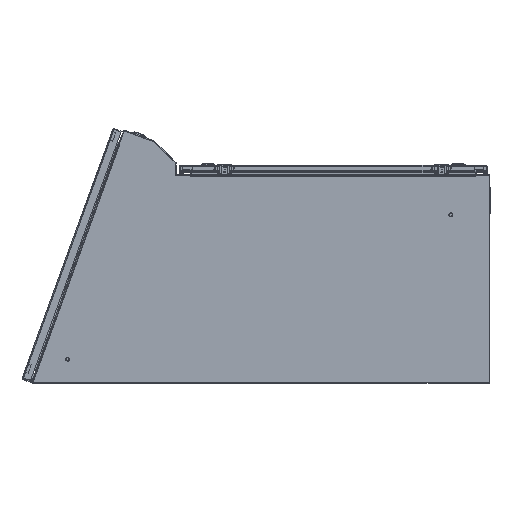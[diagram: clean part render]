
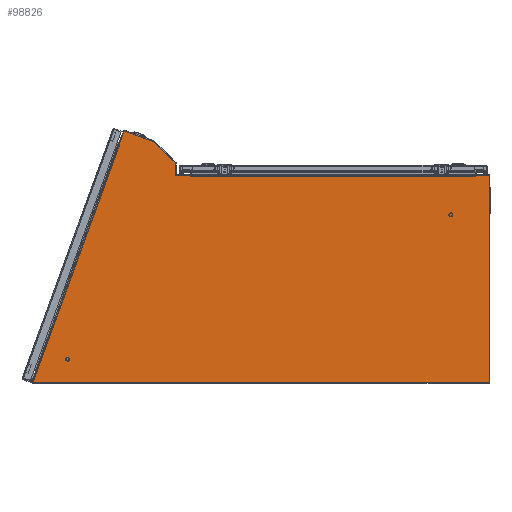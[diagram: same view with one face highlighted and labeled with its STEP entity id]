
A CAD part, left-side view. The second image highlights one B-rep face of the part: STEP entity #98826.
In plain terms, the highlighted planar face has unit normal (-1, 0, 0).
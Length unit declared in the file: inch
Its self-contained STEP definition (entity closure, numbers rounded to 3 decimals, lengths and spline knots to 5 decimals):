
#767 = EDGE_CURVE ( 'NONE', #82253, #95359, #112434, .T. ) ;
#1259 = VECTOR ( 'NONE', #96625, 39.37008 ) ;
#2388 = CARTESIAN_POINT ( 'NONE',  ( -30., -26.03264, -17.23 ) ) ;
#2518 = LINE ( 'NONE', #108306, #8139 ) ;
#3308 = VERTEX_POINT ( 'NONE', #47969 ) ;
#5242 = VERTEX_POINT ( 'NONE', #123976 ) ;
#5737 = ORIENTED_EDGE ( 'NONE', *, *, #38959, .F. ) ;
#7024 = VECTOR ( 'NONE', #128033, 39.37008 ) ;
#7407 = LINE ( 'NONE', #2388, #33181 ) ;
#8139 = VECTOR ( 'NONE', #51009, 39.37008 ) ;
#9408 = VERTEX_POINT ( 'NONE', #101405 ) ;
#10892 = EDGE_CURVE ( 'NONE', #74665, #35647, #75656, .T. ) ;
#13665 = VECTOR ( 'NONE', #83417, 39.37008 ) ;
#13677 = VERTEX_POINT ( 'NONE', #26942 ) ;
#13727 = VECTOR ( 'NONE', #43983, 39.37008 ) ;
#13795 = CARTESIAN_POINT ( 'NONE',  ( -30., -44.68587, -11.06202 ) ) ;
#14026 = CARTESIAN_POINT ( 'NONE',  ( -30., -26.03264, -18.295 ) ) ;
#14156 = VECTOR ( 'NONE', #60023, 39.37008 ) ;
#14166 = CARTESIAN_POINT ( 'NONE',  ( -30., -30.2672, -20.94234 ) ) ;
#14272 = EDGE_CURVE ( 'NONE', #125789, #3308, #37925, .T. ) ;
#17600 = EDGE_CURVE ( 'NONE', #59439, #63251, #40016, .T. ) ;
#18048 = EDGE_LOOP ( 'NONE', ( #25230, #127951, #72778, #49240, #112143, #48659, #50015, #61336, #78854, #30025, #38035, #143698, #36899, #107326, #128910, #5737, #101337 ) ) ;
#19946 = CARTESIAN_POINT ( 'NONE',  ( -30., -26.03264, -17.23 ) ) ;
#20464 = VERTEX_POINT ( 'NONE', #34063 ) ;
#21339 = CARTESIAN_POINT ( 'NONE',  ( -30., -1.116, -17.194 ) ) ;
#21517 = LINE ( 'NONE', #85095, #14156 ) ;
#22815 = CARTESIAN_POINT ( 'NONE',  ( -30., -24.70364, -17.194 ) ) ;
#22923 = CARTESIAN_POINT ( 'NONE',  ( -30., -24.73364, -17.194 ) ) ;
#22955 = CARTESIAN_POINT ( 'NONE',  ( -30., -1.116, -17.194 ) ) ;
#24207 = EDGE_CURVE ( 'NONE', #127778, #9408, #62597, .T. ) ;
#25203 = CARTESIAN_POINT ( 'NONE',  ( -30., -1.146, -17.194 ) ) ;
#25230 = ORIENTED_EDGE ( 'NONE', *, *, #28880, .T. ) ;
#26675 = DIRECTION ( 'NONE',  ( 0., -1., 0. ) ) ;
#26783 = CARTESIAN_POINT ( 'NONE',  ( -30., -30.2672, -20.94234 ) ) ;
#26942 = CARTESIAN_POINT ( 'NONE',  ( -30., 0., -0.072 ) ) ;
#27305 = EDGE_CURVE ( 'NONE', #20464, #13677, #142597, .T. ) ;
#28880 = EDGE_CURVE ( 'NONE', #37307, #3308, #71827, .T. ) ;
#29703 = LINE ( 'NONE', #82477, #57132 ) ;
#30025 = ORIENTED_EDGE ( 'NONE', *, *, #85801, .F. ) ;
#33181 = VECTOR ( 'NONE', #62229, 39.37008 ) ;
#34063 = CARTESIAN_POINT ( 'NONE',  ( -30., 0., -17.23 ) ) ;
#35647 = VERTEX_POINT ( 'NONE', #19946 ) ;
#36899 = ORIENTED_EDGE ( 'NONE', *, *, #24207, .T. ) ;
#37170 = LINE ( 'NONE', #139184, #150824 ) ;
#37307 = VERTEX_POINT ( 'NONE', #26783 ) ;
#37342 = VERTEX_POINT ( 'NONE', #84574 ) ;
#37925 = LINE ( 'NONE', #142257, #1259 ) ;
#38035 = ORIENTED_EDGE ( 'NONE', *, *, #767, .T. ) ;
#38202 = LINE ( 'NONE', #13795, #83977 ) ;
#38959 = EDGE_CURVE ( 'NONE', #37342, #74665, #21517, .T. ) ;
#40016 = LINE ( 'NONE', #80106, #129768 ) ;
#40626 = FACE_OUTER_BOUND ( 'NONE', #18048, .T. ) ;
#40826 = VECTOR ( 'NONE', #47487, 39.37008 ) ;
#43440 = DIRECTION ( 'NONE',  ( 0., -1., 0. ) ) ;
#43983 = DIRECTION ( 'NONE',  ( 0., 1., 0. ) ) ;
#44652 = VECTOR ( 'NONE', #95904, 39.37008 ) ;
#45077 = EDGE_CURVE ( 'NONE', #127778, #95359, #111195, .T. ) ;
#46150 = AXIS2_PLACEMENT_3D ( 'NONE', #110120, #63490, #145488 ) ;
#47413 = VECTOR ( 'NONE', #43440, 39.37008 ) ;
#47487 = DIRECTION ( 'NONE',  ( 0., -0.342, 0.94 ) ) ;
#47969 = CARTESIAN_POINT ( 'NONE',  ( -30., -30.65059, -19.88898 ) ) ;
#48659 = ORIENTED_EDGE ( 'NONE', *, *, #124841, .F. ) ;
#49240 = ORIENTED_EDGE ( 'NONE', *, *, #122882, .F. ) ;
#50015 = ORIENTED_EDGE ( 'NONE', *, *, #27305, .F. ) ;
#51009 = DIRECTION ( 'NONE',  ( 0., 0.342, -0.94 ) ) ;
#52025 = EDGE_CURVE ( 'NONE', #35647, #9408, #7407, .T. ) ;
#52232 = LINE ( 'NONE', #22955, #13727 ) ;
#56606 = DIRECTION ( 'NONE',  ( 0., 0., -1. ) ) ;
#57132 = VECTOR ( 'NONE', #82987, 39.37008 ) ;
#59439 = VERTEX_POINT ( 'NONE', #21339 ) ;
#60023 = DIRECTION ( 'NONE',  ( 0., 0.719, 0.695 ) ) ;
#61336 = ORIENTED_EDGE ( 'NONE', *, *, #83762, .F. ) ;
#62229 = DIRECTION ( 'NONE',  ( 0., 1., 0. ) ) ;
#62597 = LINE ( 'NONE', #83759, #113957 ) ;
#63251 = VERTEX_POINT ( 'NONE', #135706 ) ;
#63490 = DIRECTION ( 'NONE',  ( 1., 0., 0. ) ) ;
#64509 = PLANE ( 'NONE',  #46150 ) ;
#66320 = CARTESIAN_POINT ( 'NONE',  ( -30., 0., -0.072 ) ) ;
#69869 = DIRECTION ( 'NONE',  ( 0., 1., 0. ) ) ;
#70213 = VECTOR ( 'NONE', #26675, 39.37008 ) ;
#71094 = CARTESIAN_POINT ( 'NONE',  ( -30., 0., -17.23 ) ) ;
#71827 = LINE ( 'NONE', #14166, #40826 ) ;
#72778 = ORIENTED_EDGE ( 'NONE', *, *, #78115, .F. ) ;
#74665 = VERTEX_POINT ( 'NONE', #143340 ) ;
#75656 = LINE ( 'NONE', #14026, #44652 ) ;
#78115 = EDGE_CURVE ( 'NONE', #5242, #125789, #2518, .T. ) ;
#78854 = ORIENTED_EDGE ( 'NONE', *, *, #17600, .F. ) ;
#80106 = CARTESIAN_POINT ( 'NONE',  ( -30., -1.116, -17.23 ) ) ;
#81175 = EDGE_CURVE ( 'NONE', #99713, #132407, #38202, .T. ) ;
#81959 = CARTESIAN_POINT ( 'NONE',  ( -30., -1.146, -17.194 ) ) ;
#82253 = VERTEX_POINT ( 'NONE', #25203 ) ;
#82477 = CARTESIAN_POINT ( 'NONE',  ( -30., -30.33485, -20.96696 ) ) ;
#82987 = DIRECTION ( 'NONE',  ( 0., 0.94, 0.342 ) ) ;
#83417 = DIRECTION ( 'NONE',  ( 0., 0.342, -0.94 ) ) ;
#83759 = CARTESIAN_POINT ( 'NONE',  ( -30., -24.73364, -17.23 ) ) ;
#83762 = EDGE_CURVE ( 'NONE', #63251, #20464, #37170, .T. ) ;
#83977 = VECTOR ( 'NONE', #107468, 39.37008 ) ;
#84574 = CARTESIAN_POINT ( 'NONE',  ( -30., -27.87085, -20.07014 ) ) ;
#85095 = CARTESIAN_POINT ( 'NONE',  ( -30., -27.87085, -20.07014 ) ) ;
#85112 = CARTESIAN_POINT ( 'NONE',  ( -30., -37.82223, -0.0798 ) ) ;
#85801 = EDGE_CURVE ( 'NONE', #82253, #59439, #52232, .T. ) ;
#91532 = DIRECTION ( 'NONE',  ( 0., 1., 0. ) ) ;
#95359 = VERTEX_POINT ( 'NONE', #22815 ) ;
#95904 = DIRECTION ( 'NONE',  ( 0., 0., 1. ) ) ;
#96625 = DIRECTION ( 'NONE',  ( 0., -0.94, -0.342 ) ) ;
#98826 = ADVANCED_FACE ( 'NONE', ( #40626 ), #64509, .F. ) ;
#99713 = VERTEX_POINT ( 'NONE', #140606 ) ;
#101337 = ORIENTED_EDGE ( 'NONE', *, *, #106404, .F. ) ;
#101405 = CARTESIAN_POINT ( 'NONE',  ( -30., -24.73364, -17.23 ) ) ;
#106404 = EDGE_CURVE ( 'NONE', #37307, #37342, #29703, .T. ) ;
#107326 = ORIENTED_EDGE ( 'NONE', *, *, #52025, .F. ) ;
#107468 = DIRECTION ( 'NONE',  ( 0., -0.53, -0.848 ) ) ;
#108306 = CARTESIAN_POINT ( 'NONE',  ( -30., -30.61676, -19.87667 ) ) ;
#110120 = CARTESIAN_POINT ( 'NONE',  ( -30., 0., -0.072 ) ) ;
#110345 = CARTESIAN_POINT ( 'NONE',  ( -30., -30.61676, -19.87667 ) ) ;
#111195 = LINE ( 'NONE', #114998, #124028 ) ;
#112143 = ORIENTED_EDGE ( 'NONE', *, *, #81175, .F. ) ;
#112434 = LINE ( 'NONE', #81959, #70213 ) ;
#113347 = LINE ( 'NONE', #66320, #47413 ) ;
#113957 = VECTOR ( 'NONE', #130889, 39.37008 ) ;
#114432 = LINE ( 'NONE', #110345, #13665 ) ;
#114998 = CARTESIAN_POINT ( 'NONE',  ( -30., -1.116, -17.194 ) ) ;
#116270 = CARTESIAN_POINT ( 'NONE',  ( -30., -30.61676, -19.87667 ) ) ;
#122882 = EDGE_CURVE ( 'NONE', #132407, #5242, #114432, .T. ) ;
#123976 = CARTESIAN_POINT ( 'NONE',  ( -30., -30.62702, -19.84848 ) ) ;
#124028 = VECTOR ( 'NONE', #69869, 39.37008 ) ;
#124841 = EDGE_CURVE ( 'NONE', #13677, #99713, #113347, .T. ) ;
#125789 = VERTEX_POINT ( 'NONE', #116270 ) ;
#127778 = VERTEX_POINT ( 'NONE', #22923 ) ;
#127951 = ORIENTED_EDGE ( 'NONE', *, *, #14272, .F. ) ;
#128033 = DIRECTION ( 'NONE',  ( 0., 0., 1. ) ) ;
#128910 = ORIENTED_EDGE ( 'NONE', *, *, #10892, .F. ) ;
#129768 = VECTOR ( 'NONE', #56606, 39.37008 ) ;
#130889 = DIRECTION ( 'NONE',  ( 0., 0., -1. ) ) ;
#132407 = VERTEX_POINT ( 'NONE', #85112 ) ;
#135706 = CARTESIAN_POINT ( 'NONE',  ( -30., -1.116, -17.23 ) ) ;
#139184 = CARTESIAN_POINT ( 'NONE',  ( -30., -26.03264, -17.23 ) ) ;
#140606 = CARTESIAN_POINT ( 'NONE',  ( -30., -37.81735, -0.072 ) ) ;
#142257 = CARTESIAN_POINT ( 'NONE',  ( -30., -30.71824, -19.91361 ) ) ;
#142597 = LINE ( 'NONE', #71094, #7024 ) ;
#143340 = CARTESIAN_POINT ( 'NONE',  ( -30., -26.03264, -18.295 ) ) ;
#143698 = ORIENTED_EDGE ( 'NONE', *, *, #45077, .F. ) ;
#145488 = DIRECTION ( 'NONE',  ( 0., -1., 0. ) ) ;
#150824 = VECTOR ( 'NONE', #91532, 39.37008 ) ;
